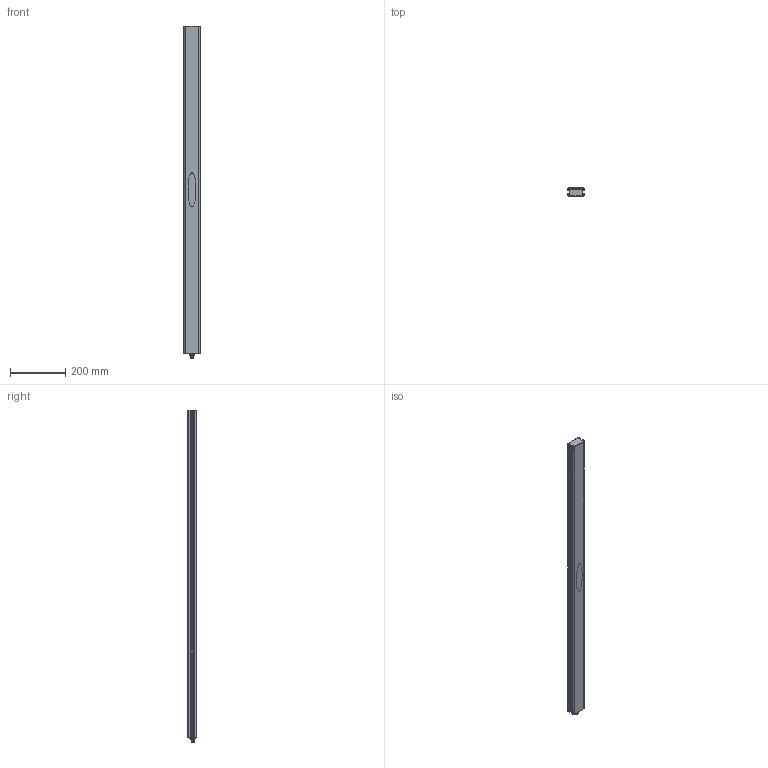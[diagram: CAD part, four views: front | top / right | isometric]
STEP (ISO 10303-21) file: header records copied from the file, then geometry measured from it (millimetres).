
FILE_DESCRIPTION((''),'2;1');
FILE_NAME('142120_SM01_ASM','2022-11-02T13:56:08',('PDMAdmin'),('BANNER ENGINEERING'),'CREO PARAMETRIC BY PTC INC, 2019292','CREO PARAMETRIC BY PTC INC, 2019292','');
FILE_SCHEMA(('CONFIG_CONTROL_DESIGN'));
Products named in the file (2): 142120_EP01; 142120_SM01_ASM
Assembly tree (1 placements, depth 2):
  142120_SM01_ASM
    142120_EP01
Bounding box: 59.4 x 32.7 x 1205.66 mm (x, y, z)
Volume: 1938684 mm3; surface area: 317083.9 mm2
Topology: 1 solids, 1 shells, 1676 faces, 6190 edges, 4071 vertices
Faces by surface type: plane 741, cylinder 731, bspline 152, torus 24, cone 18, sphere 8, extrusion 2
Entity records: 150740 total; most frequent: CARTESIAN_POINT 100408, ORIENTED_EDGE 12380, DIRECTION 8529, EDGE_CURVE 6190, VERTEX_POINT 4071, VECTOR 3749, LINE 3747, AXIS2_PLACEMENT_3D 2390
